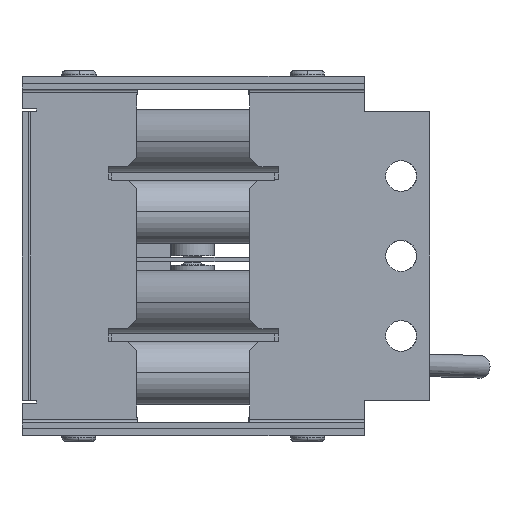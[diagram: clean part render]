
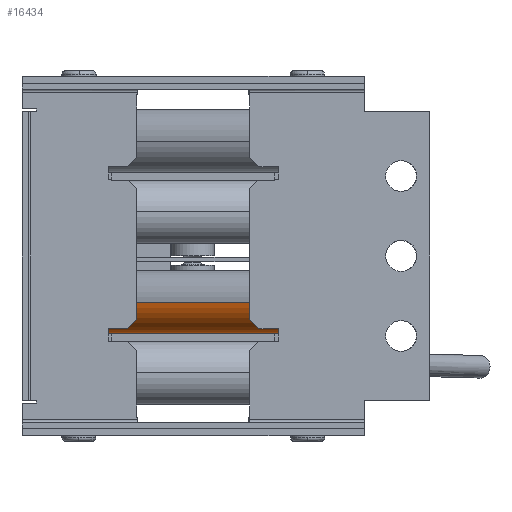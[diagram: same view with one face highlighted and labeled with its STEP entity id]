
A CAD part, left-side view. The second image highlights one B-rep face of the part: STEP entity #16434.
In plain terms, the highlighted cylindrical face has radius 3.556 mm (diameter 7.112 mm), a partial arc.
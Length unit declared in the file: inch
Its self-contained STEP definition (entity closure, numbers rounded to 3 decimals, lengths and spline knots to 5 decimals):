
#34 = LINE ( 'NONE', #37965, #25322 ) ;
#75 = EDGE_CURVE ( 'NONE', #13515, #8449, #9535, .T. ) ;
#282 = DIRECTION ( 'NONE',  ( 0.358, 0.934, 0. ) ) ;
#3627 = ORIENTED_EDGE ( 'NONE', *, *, #43715, .F. ) ;
#3645 = CARTESIAN_POINT ( 'NONE',  ( 1.51435, 1.99163, 0.59 ) ) ;
#3916 = CARTESIAN_POINT ( 'NONE',  ( 1.12771, 0.98321, 0.59 ) ) ;
#4512 = EDGE_CURVE ( 'NONE', #25878, #31019, #20274, .T. ) ;
#6242 = FACE_OUTER_BOUND ( 'NONE', #20035, .T. ) ;
#7108 = DIRECTION ( 'NONE',  ( 0.934, -0.358, 0.003 ) ) ;
#7373 = DIRECTION ( 'NONE',  ( 0.934, -0.358, 0.003 ) ) ;
#8449 = VERTEX_POINT ( 'NONE', #26757 ) ;
#9034 = EDGE_CURVE ( 'NONE', #8449, #25878, #34, .T. ) ;
#9535 = CIRCLE ( 'NONE', #32556, 0.14 ) ;
#13515 = VERTEX_POINT ( 'NONE', #27755 ) ;
#15355 = ORIENTED_EDGE ( 'NONE', *, *, #75, .T. ) ;
#16354 = CARTESIAN_POINT ( 'NONE',  ( 1.25843, 0.93309, 0.59038 ) ) ;
#16434 = ADVANCED_FACE ( 'NONE', ( #6242 ), #32611, .T. ) ;
#16655 = LINE ( 'NONE', #16354, #42993 ) ;
#19799 = DIRECTION ( 'NONE',  ( 0.358, 0.934, 0. ) ) ;
#19805 = DIRECTION ( 'NONE',  ( 0.934, -0.358, 0.003 ) ) ;
#20035 = EDGE_LOOP ( 'NONE', ( #15355, #21147, #39692, #3627 ) ) ;
#20274 = CIRCLE ( 'NONE', #40021, 0.14 ) ;
#21147 = ORIENTED_EDGE ( 'NONE', *, *, #9034, .T. ) ;
#25322 = VECTOR ( 'NONE', #282, 39.37008 ) ;
#25878 = VERTEX_POINT ( 'NONE', #44178 ) ;
#26757 = CARTESIAN_POINT ( 'NONE',  ( 0.99699, 1.03333, 0.58962 ) ) ;
#27707 = DIRECTION ( 'NONE',  ( -0.358, -0.934, 0. ) ) ;
#27755 = CARTESIAN_POINT ( 'NONE',  ( 1.25843, 0.93309, 0.59038 ) ) ;
#27965 = DIRECTION ( 'NONE',  ( 0.358, 0.934, 0. ) ) ;
#30832 = AXIS2_PLACEMENT_3D ( 'NONE', #43818, #40360, #19805 ) ;
#31019 = VERTEX_POINT ( 'NONE', #34039 ) ;
#32556 = AXIS2_PLACEMENT_3D ( 'NONE', #3916, #27965, #7373 ) ;
#32611 = CYLINDRICAL_SURFACE ( 'NONE', #30832, 0.14 ) ;
#34039 = CARTESIAN_POINT ( 'NONE',  ( 1.64507, 1.94151, 0.59038 ) ) ;
#37965 = CARTESIAN_POINT ( 'NONE',  ( 0.99699, 1.03333, 0.58962 ) ) ;
#39692 = ORIENTED_EDGE ( 'NONE', *, *, #4512, .T. ) ;
#40021 = AXIS2_PLACEMENT_3D ( 'NONE', #3645, #27707, #7108 ) ;
#40360 = DIRECTION ( 'NONE',  ( 0.358, 0.934, 0. ) ) ;
#42993 = VECTOR ( 'NONE', #19799, 39.37008 ) ;
#43715 = EDGE_CURVE ( 'NONE', #13515, #31019, #16655, .T. ) ;
#43818 = CARTESIAN_POINT ( 'NONE',  ( 1.12771, 0.98321, 0.59 ) ) ;
#44178 = CARTESIAN_POINT ( 'NONE',  ( 1.38363, 2.04175, 0.58962 ) ) ;
